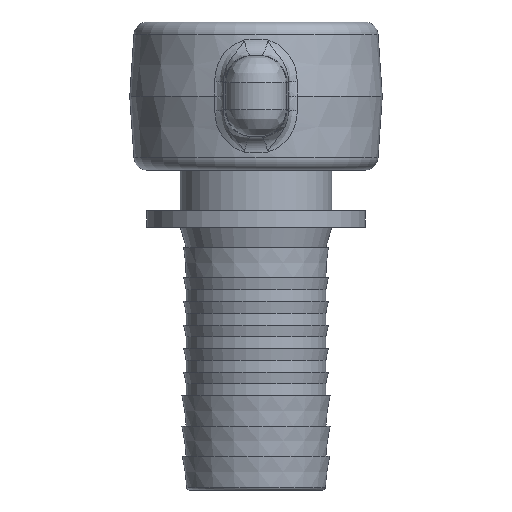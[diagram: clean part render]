
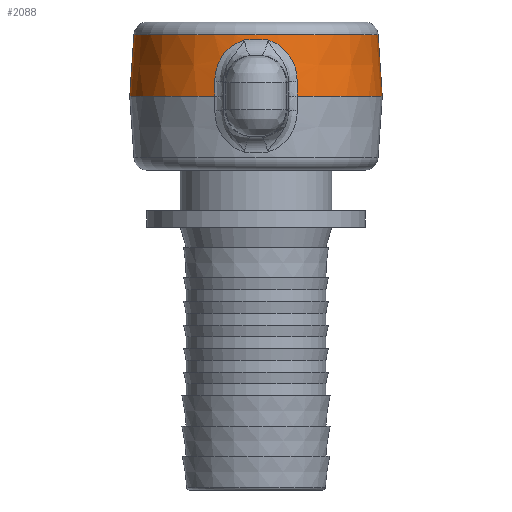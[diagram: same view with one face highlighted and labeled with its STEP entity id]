
A CAD part, front view. The second image highlights one B-rep face of the part: STEP entity #2088.
In plain terms, the highlighted conical face has half-angle 3.9 degrees and reference radius 36.75 mm.
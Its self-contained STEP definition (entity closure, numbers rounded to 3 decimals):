
#76=B_SPLINE_CURVE_WITH_KNOTS('',3,(#3684,#3685,#3686,#3687),
 .UNSPECIFIED.,.F.,.F.,(4,4),(-1.44,-1.013),
 .UNSPECIFIED.);
#77=B_SPLINE_CURVE_WITH_KNOTS('',3,(#3689,#3690,#3691,#3692,#3693,#3694,
#3695,#3696,#3697,#3698,#3699,#3700,#3701,#3702,#3703,#3704,#3705),
 .UNSPECIFIED.,.F.,.F.,(4,2,1,1,1,1,1,1,1,1,1,1,1,4),(-1.711,
-1.709,-1.539,-1.368,-1.197,
-1.111,-1.026,-0.94,-0.855,
-0.684,-0.513,-0.342,-0.171,
0.),.UNSPECIFIED.);
#78=B_SPLINE_CURVE_WITH_KNOTS('',3,(#3709,#3710,#3711,#3712,#3713,#3714,
#3715,#3716,#3717,#3718,#3719,#3720,#3721,#3722,#3723,#3724,#3725),
 .UNSPECIFIED.,.F.,.F.,(4,1,1,1,1,1,1,1,1,1,1,1,2,4),(-1.709,
-1.539,-1.368,-1.197,-1.026,
-0.855,-0.769,-0.684,-0.513,
-0.427,-0.342,-0.171,0.,0.001),
 .UNSPECIFIED.);
#79=B_SPLINE_CURVE_WITH_KNOTS('',3,(#3726,#3727,#3728,#3729),
 .UNSPECIFIED.,.F.,.F.,(4,4),(-0.427,0.),.UNSPECIFIED.);
#214=FACE_OUTER_BOUND('',#342,.T.);
#342=EDGE_LOOP('',(#1413,#1414,#1415,#1416,#1417,#1418,#1419,#1420,#1421,
#1422));
#485=CIRCLE('',#2254,37.5);
#487=CIRCLE('',#2256,37.5);
#500=CIRCLE('',#2277,36.254);
#501=CIRCLE('',#2278,36.364);
#667=LINE('',#3294,#735);
#668=LINE('',#3345,#736);
#735=VECTOR('',#2622,10.);
#736=VECTOR('',#2629,10.);
#810=VERTEX_POINT('',#3234);
#811=VERTEX_POINT('',#3236);
#816=VERTEX_POINT('',#3279);
#817=VERTEX_POINT('',#3284);
#818=VERTEX_POINT('',#3288);
#819=VERTEX_POINT('',#3290);
#832=VERTEX_POINT('',#3683);
#833=VERTEX_POINT('',#3688);
#834=VERTEX_POINT('',#3706);
#835=VERTEX_POINT('',#3708);
#1024=EDGE_CURVE('',#811,#810,#485,.T.);
#1030=EDGE_CURVE('',#817,#816,#487,.T.);
#1035=EDGE_CURVE('',#810,#818,#667,.T.);
#1043=EDGE_CURVE('',#819,#817,#668,.T.);
#1057=EDGE_CURVE('',#819,#818,#500,.T.);
#1058=EDGE_CURVE('',#832,#816,#76,.T.);
#1059=EDGE_CURVE('',#833,#832,#77,.T.);
#1060=EDGE_CURVE('',#834,#833,#501,.T.);
#1061=EDGE_CURVE('',#835,#834,#78,.T.);
#1062=EDGE_CURVE('',#811,#835,#79,.T.);
#1413=ORIENTED_EDGE('',*,*,#1035,.T.);
#1414=ORIENTED_EDGE('',*,*,#1057,.F.);
#1415=ORIENTED_EDGE('',*,*,#1043,.T.);
#1416=ORIENTED_EDGE('',*,*,#1030,.T.);
#1417=ORIENTED_EDGE('',*,*,#1058,.F.);
#1418=ORIENTED_EDGE('',*,*,#1059,.F.);
#1419=ORIENTED_EDGE('',*,*,#1060,.F.);
#1420=ORIENTED_EDGE('',*,*,#1061,.F.);
#1421=ORIENTED_EDGE('',*,*,#1062,.F.);
#1422=ORIENTED_EDGE('',*,*,#1024,.T.);
#1911=CONICAL_SURFACE('',#2276,36.75,0.068);
#2088=ADVANCED_FACE('',(#214),#1911,.T.);
#2254=AXIS2_PLACEMENT_3D('',#3237,#2605,#2606);
#2256=AXIS2_PLACEMENT_3D('',#3285,#2609,#2610);
#2276=AXIS2_PLACEMENT_3D('',#3681,#2652,#2653);
#2277=AXIS2_PLACEMENT_3D('',#3682,#2654,#2655);
#2278=AXIS2_PLACEMENT_3D('',#3707,#2656,#2657);
#2605=DIRECTION('center_axis',(0.,0.,1.));
#2606=DIRECTION('ref_axis',(1.,0.,0.));
#2609=DIRECTION('center_axis',(0.,0.,1.));
#2610=DIRECTION('ref_axis',(1.,0.,0.));
#2622=DIRECTION('',(-0.068,0.,0.998));
#2629=DIRECTION('',(-0.068,0.,-0.998));
#2652=DIRECTION('center_axis',(0.,0.,-1.));
#2653=DIRECTION('ref_axis',(1.,0.,0.));
#2654=DIRECTION('center_axis',(0.,0.,1.));
#2655=DIRECTION('ref_axis',(-1.,0.,0.));
#2656=DIRECTION('center_axis',(0.,0.,-1.));
#2657=DIRECTION('ref_axis',(0.,-1.,0.));
#3234=CARTESIAN_POINT('',(37.5,0.,0.));
#3236=CARTESIAN_POINT('',(12.227,-35.451,0.));
#3237=CARTESIAN_POINT('Origin',(0.,0.,0.));
#3279=CARTESIAN_POINT('',(-12.227,-35.451,0.));
#3284=CARTESIAN_POINT('',(-37.5,0.,0.));
#3285=CARTESIAN_POINT('Origin',(0.,0.,0.));
#3288=CARTESIAN_POINT('',(36.254,0.,18.272));
#3290=CARTESIAN_POINT('',(-36.254,0.,18.272));
#3294=CARTESIAN_POINT('',(36.75,0.,11.));
#3345=CARTESIAN_POINT('',(-36.75,0.,11.));
#3681=CARTESIAN_POINT('Origin',(0.,0.,11.));
#3682=CARTESIAN_POINT('Origin',(0.,0.,18.272));
#3683=CARTESIAN_POINT('',(-12.249,-35.136,4.261));
#3684=CARTESIAN_POINT('Ctrl Pts',(-12.249,-35.136,4.261));
#3685=CARTESIAN_POINT('Ctrl Pts',(-12.242,-35.241,2.84));
#3686=CARTESIAN_POINT('Ctrl Pts',(-12.235,-35.346,1.42));
#3687=CARTESIAN_POINT('Ctrl Pts',(-12.227,-35.451,0.));
#3688=CARTESIAN_POINT('',(-3.367,-36.208,16.66));
#3689=CARTESIAN_POINT('Ctrl Pts',(-3.367,-36.208,16.66));
#3690=CARTESIAN_POINT('Ctrl Pts',(-3.371,-36.208,16.659));
#3691=CARTESIAN_POINT('Ctrl Pts',(-3.375,-36.207,16.657));
#3692=CARTESIAN_POINT('Ctrl Pts',(-3.875,-36.17,16.514));
#3693=CARTESIAN_POINT('Ctrl Pts',(-4.857,-36.081,16.177));
#3694=CARTESIAN_POINT('Ctrl Pts',(-6.268,-35.911,15.474));
#3695=CARTESIAN_POINT('Ctrl Pts',(-7.354,-35.751,14.734));
#3696=CARTESIAN_POINT('Ctrl Pts',(-8.17,-35.619,14.044));
#3697=CARTESIAN_POINT('Ctrl Pts',(-8.748,-35.521,13.48));
#3698=CARTESIAN_POINT('Ctrl Pts',(-9.289,-35.426,12.874));
#3699=CARTESIAN_POINT('Ctrl Pts',(-9.955,-35.307,12.016));
#3700=CARTESIAN_POINT('Ctrl Pts',(-10.692,-35.175,10.839));
#3701=CARTESIAN_POINT('Ctrl Pts',(-11.39,-35.064,9.299));
#3702=CARTESIAN_POINT('Ctrl Pts',(-11.889,-35.014,7.678));
#3703=CARTESIAN_POINT('Ctrl Pts',(-12.191,-35.032,5.975));
#3704=CARTESIAN_POINT('Ctrl Pts',(-12.252,-35.094,4.829));
#3705=CARTESIAN_POINT('Ctrl Pts',(-12.249,-35.136,4.261));
#3706=CARTESIAN_POINT('',(3.367,-36.208,16.66));
#3707=CARTESIAN_POINT('Origin',(0.,0.,16.66));
#3708=CARTESIAN_POINT('',(12.249,-35.136,4.261));
#3709=CARTESIAN_POINT('Ctrl Pts',(12.249,-35.136,4.261));
#3710=CARTESIAN_POINT('Ctrl Pts',(12.252,-35.094,4.829));
#3711=CARTESIAN_POINT('Ctrl Pts',(12.191,-35.032,5.975));
#3712=CARTESIAN_POINT('Ctrl Pts',(11.889,-35.014,7.678));
#3713=CARTESIAN_POINT('Ctrl Pts',(11.39,-35.064,9.299));
#3714=CARTESIAN_POINT('Ctrl Pts',(10.692,-35.175,10.839));
#3715=CARTESIAN_POINT('Ctrl Pts',(9.956,-35.307,12.016));
#3716=CARTESIAN_POINT('Ctrl Pts',(9.289,-35.426,12.874));
#3717=CARTESIAN_POINT('Ctrl Pts',(8.568,-35.553,13.682));
#3718=CARTESIAN_POINT('Ctrl Pts',(7.771,-35.686,14.405));
#3719=CARTESIAN_POINT('Ctrl Pts',(6.92,-35.815,15.03));
#3720=CARTESIAN_POINT('Ctrl Pts',(6.032,-35.939,15.592));
#3721=CARTESIAN_POINT('Ctrl Pts',(4.857,-36.081,16.177));
#3722=CARTESIAN_POINT('Ctrl Pts',(3.875,-36.17,16.514));
#3723=CARTESIAN_POINT('Ctrl Pts',(3.375,-36.207,16.657));
#3724=CARTESIAN_POINT('Ctrl Pts',(3.371,-36.208,16.659));
#3725=CARTESIAN_POINT('Ctrl Pts',(3.367,-36.208,16.66));
#3726=CARTESIAN_POINT('Ctrl Pts',(12.227,-35.451,0.));
#3727=CARTESIAN_POINT('Ctrl Pts',(12.235,-35.346,1.42));
#3728=CARTESIAN_POINT('Ctrl Pts',(12.242,-35.241,2.84));
#3729=CARTESIAN_POINT('Ctrl Pts',(12.249,-35.136,4.261));
